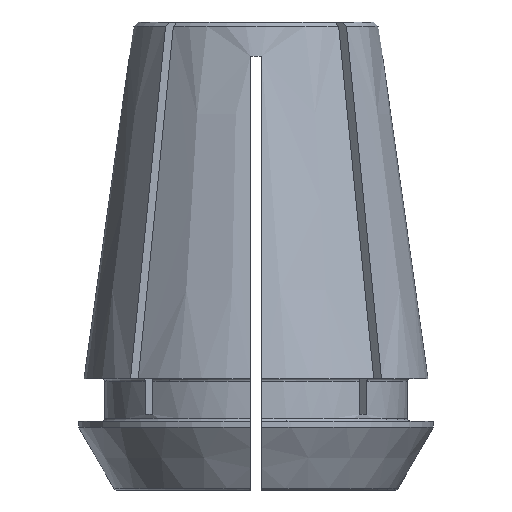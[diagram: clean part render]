
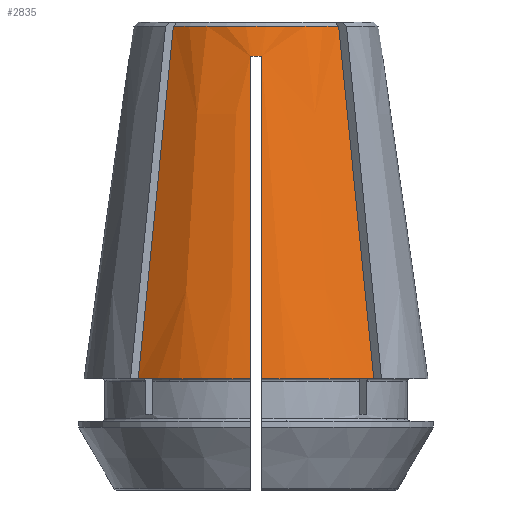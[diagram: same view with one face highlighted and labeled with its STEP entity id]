
A CAD part, left-side view. The second image highlights one B-rep face of the part: STEP entity #2835.
In plain terms, the highlighted conical face has half-angle 8 degrees and reference radius 8.86 mm.
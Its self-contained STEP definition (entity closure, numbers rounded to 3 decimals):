
#53=CONICAL_SURFACE('',#3056,8.86,0.14);
#134=CIRCLE('',#3015,9.211);
#160=CIRCLE('',#3057,8.902);
#161=CIRCLE('',#3058,12.5);
#162=CIRCLE('',#3059,12.5);
#974=ORIENTED_EDGE('',*,*,#1859,.F.);
#975=ORIENTED_EDGE('',*,*,#1860,.T.);
#976=ORIENTED_EDGE('',*,*,#1861,.T.);
#977=ORIENTED_EDGE('',*,*,#1767,.F.);
#978=ORIENTED_EDGE('',*,*,#1764,.F.);
#979=ORIENTED_EDGE('',*,*,#1804,.T.);
#980=ORIENTED_EDGE('',*,*,#1862,.T.);
#981=ORIENTED_EDGE('',*,*,#1863,.F.);
#1764=EDGE_CURVE('',#2211,#2212,#134,.T.);
#1767=EDGE_CURVE('',#2212,#2214,#2388,.T.);
#1804=EDGE_CURVE('',#2211,#2249,#2399,.T.);
#1859=EDGE_CURVE('',#2291,#2292,#160,.T.);
#1860=EDGE_CURVE('',#2291,#2293,#2412,.T.);
#1861=EDGE_CURVE('',#2293,#2214,#161,.T.);
#1862=EDGE_CURVE('',#2249,#2294,#162,.T.);
#1863=EDGE_CURVE('',#2292,#2294,#2413,.T.);
#2211=VERTEX_POINT('',#4651);
#2212=VERTEX_POINT('',#4653);
#2214=VERTEX_POINT('',#4668);
#2249=VERTEX_POINT('',#4770);
#2291=VERTEX_POINT('',#4933);
#2292=VERTEX_POINT('',#4934);
#2293=VERTEX_POINT('',#4942);
#2294=VERTEX_POINT('',#4945);
#2388=B_SPLINE_CURVE_WITH_KNOTS('',3,(#4658,#4659,#4660,#4661,#4662,#4663,
#4664,#4665,#4666,#4667),.UNSPECIFIED.,.F.,.F.,(4,3,3,4),(0.014,
0.017,0.034,0.038),.UNSPECIFIED.);
#2399=B_SPLINE_CURVE_WITH_KNOTS('',3,(#4771,#4772,#4773,#4774,#4775,#4776,
#4777,#4778,#4779,#4780),.UNSPECIFIED.,.F.,.F.,(4,3,3,4),(0.014,
0.017,0.034,0.038),.UNSPECIFIED.);
#2412=B_SPLINE_CURVE_WITH_KNOTS('',3,(#4935,#4936,#4937,#4938,#4939,#4940,
#4941),.UNSPECIFIED.,.F.,.F.,(4,3,4),(0.,0.016,
0.026),.UNSPECIFIED.);
#2413=B_SPLINE_CURVE_WITH_KNOTS('',3,(#4946,#4947,#4948,#4949,#4950,#4951,
#4952),.UNSPECIFIED.,.F.,.F.,(4,3,4),(0.,0.016,
0.026),.UNSPECIFIED.);
#2463=EDGE_LOOP('',(#974,#975,#976,#977,#978,#979,#980,#981));
#2615=FACE_BOUND('',#2463,.T.);
#2835=ADVANCED_FACE('',(#2615),#53,.T.);
#3015=AXIS2_PLACEMENT_3D('',#4652,#3497,#3498);
#3056=AXIS2_PLACEMENT_3D('',#4931,#3624,#3625);
#3057=AXIS2_PLACEMENT_3D('',#4932,#3626,#3627);
#3058=AXIS2_PLACEMENT_3D('',#4943,#3628,#3629);
#3059=AXIS2_PLACEMENT_3D('',#4944,#3630,#3631);
#3497=DIRECTION('',(0.,0.,-1.));
#3498=DIRECTION('',(-1.,0.,0.));
#3624=DIRECTION('',(0.,0.,-1.));
#3625=DIRECTION('',(-1.,0.,0.));
#3626=DIRECTION('',(0.,0.,1.));
#3627=DIRECTION('',(1.,0.,0.));
#3628=DIRECTION('',(0.,0.,1.));
#3629=DIRECTION('',(1.,0.,0.));
#3630=DIRECTION('',(0.,0.,1.));
#3631=DIRECTION('',(1.,0.,0.));
#4651=CARTESIAN_POINT('',(-9.203,-0.4,26.5));
#4652=CARTESIAN_POINT('',(0.,0.,26.5));
#4653=CARTESIAN_POINT('',(-9.203,0.4,26.5));
#4658=CARTESIAN_POINT('',(-9.203,0.4,26.5));
#4659=CARTESIAN_POINT('',(-9.338,0.4,25.536));
#4660=CARTESIAN_POINT('',(-9.474,0.4,24.572));
#4661=CARTESIAN_POINT('',(-9.609,0.4,23.608));
#4662=CARTESIAN_POINT('',(-10.393,0.4,18.034));
#4663=CARTESIAN_POINT('',(-11.177,0.4,12.461));
#4664=CARTESIAN_POINT('',(-11.961,0.4,6.887));
#4665=CARTESIAN_POINT('',(-12.139,0.4,5.625));
#4666=CARTESIAN_POINT('',(-12.316,0.4,4.362));
#4667=CARTESIAN_POINT('',(-12.494,0.4,3.1));
#4668=CARTESIAN_POINT('',(-12.494,0.4,3.1));
#4770=CARTESIAN_POINT('',(-12.494,-0.4,3.1));
#4771=CARTESIAN_POINT('',(-9.203,-0.4,26.5));
#4772=CARTESIAN_POINT('',(-9.338,-0.4,25.536));
#4773=CARTESIAN_POINT('',(-9.474,-0.4,24.572));
#4774=CARTESIAN_POINT('',(-9.609,-0.4,23.608));
#4775=CARTESIAN_POINT('',(-10.393,-0.4,18.034));
#4776=CARTESIAN_POINT('',(-11.177,-0.4,12.461));
#4777=CARTESIAN_POINT('',(-11.961,-0.4,6.887));
#4778=CARTESIAN_POINT('',(-12.139,-0.4,5.625));
#4779=CARTESIAN_POINT('',(-12.316,-0.4,4.362));
#4780=CARTESIAN_POINT('',(-12.494,-0.4,3.1));
#4931=CARTESIAN_POINT('',(0.,0.,29.));
#4932=CARTESIAN_POINT('',(0.,0.,28.703));
#4933=CARTESIAN_POINT('',(-6.571,6.005,28.703));
#4934=CARTESIAN_POINT('',(-6.571,-6.005,28.703));
#4935=CARTESIAN_POINT('',(-6.571,6.005,28.703));
#4936=CARTESIAN_POINT('',(-7.084,6.518,23.544));
#4937=CARTESIAN_POINT('',(-7.597,7.031,18.386));
#4938=CARTESIAN_POINT('',(-8.11,7.544,13.227));
#4939=CARTESIAN_POINT('',(-8.446,7.88,9.851));
#4940=CARTESIAN_POINT('',(-8.782,8.216,6.476));
#4941=CARTESIAN_POINT('',(-9.117,8.551,3.1));
#4942=CARTESIAN_POINT('',(-9.117,8.551,3.1));
#4943=CARTESIAN_POINT('',(0.,0.,3.1));
#4944=CARTESIAN_POINT('',(0.,0.,3.1));
#4945=CARTESIAN_POINT('',(-9.117,-8.551,3.1));
#4946=CARTESIAN_POINT('',(-6.571,-6.005,28.703));
#4947=CARTESIAN_POINT('',(-7.084,-6.518,23.544));
#4948=CARTESIAN_POINT('',(-7.597,-7.031,18.386));
#4949=CARTESIAN_POINT('',(-8.11,-7.544,13.227));
#4950=CARTESIAN_POINT('',(-8.446,-7.88,9.851));
#4951=CARTESIAN_POINT('',(-8.782,-8.216,6.476));
#4952=CARTESIAN_POINT('',(-9.117,-8.551,3.1));
